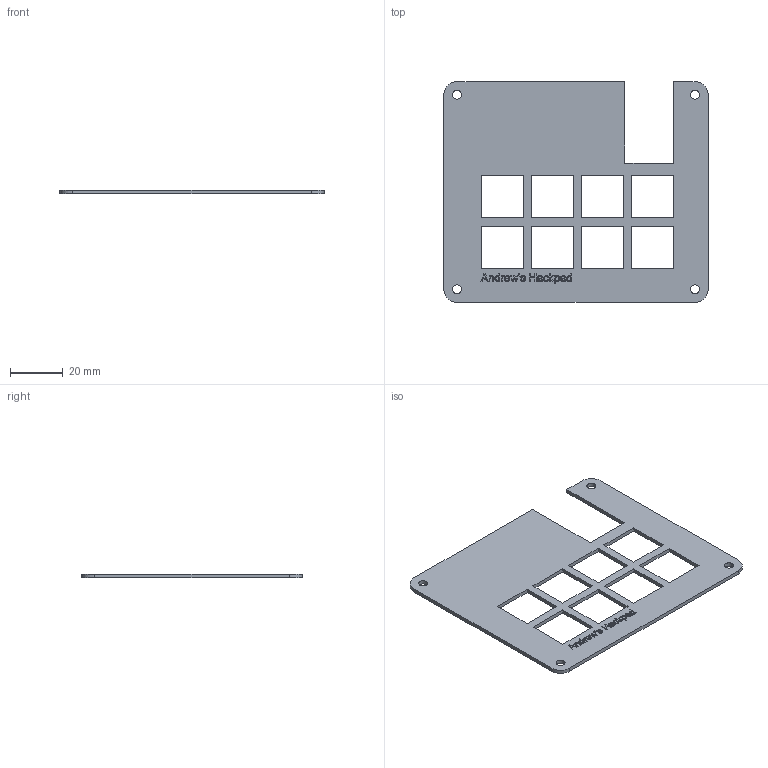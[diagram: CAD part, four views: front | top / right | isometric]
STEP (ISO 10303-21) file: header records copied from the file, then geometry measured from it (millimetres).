
FILE_DESCRIPTION(/* description */ (''),/* implementation_level */ '2;1');
FILE_NAME(/* name */ 'Top.step',/* time_stamp */ '2025-06-23T22:26:54-04:00',/* author */ (''),/* organization */ (''),/* preprocessor_version */ 'ST-DEVELOPER v20.1',/* originating_system */ 'Autodesk Translation Framework v14.10.0.0',/* authorisation */ '');
FILE_SCHEMA (('AUTOMOTIVE_DESIGN { 1 0 10303 214 3 1 1 }'));
Length unit declared in the file: millimetre
Products named in the file (1): 2025-06-18-23-38-26-633
Bounding box: 100.62 x 84 x 1.5 mm (x, y, z)
Volume: 8653.5 mm3; surface area: 13050.3 mm2
Topology: 1 solids, 1 shells, 377 faces, 1059 edges, 706 vertices
Faces by surface type: bspline 203, plane 166, cylinder 8
Full cylindrical faces by diameter (mm): 3.4 x4
Entity records: 14020 total; most frequent: CARTESIAN_POINT 5594, ORIENTED_EDGE 2118, EDGE_CURVE 1059, DIRECTION 1019, VERTEX_POINT 706, LINE 637, VECTOR 637, EDGE_LOOP 423
